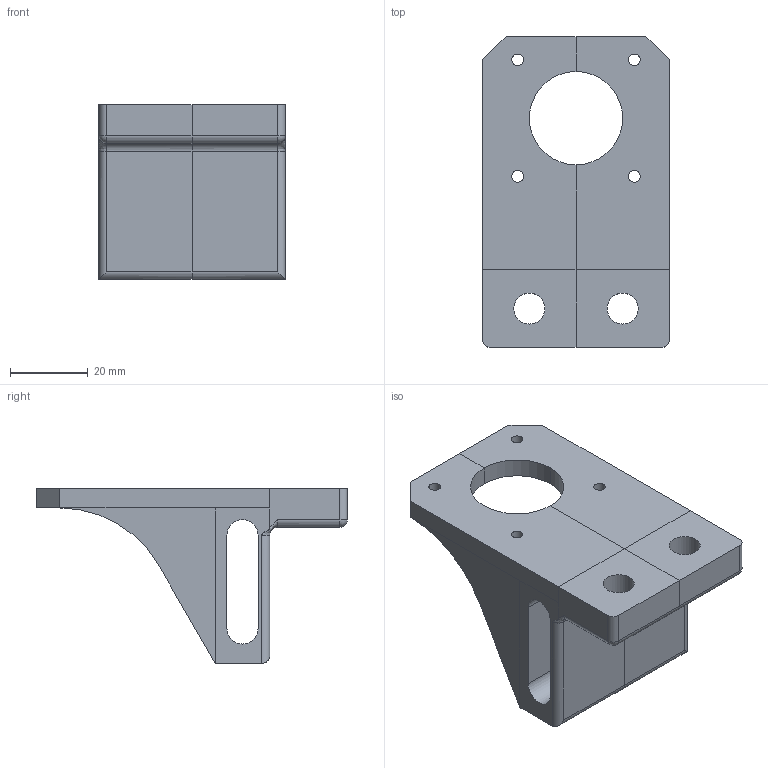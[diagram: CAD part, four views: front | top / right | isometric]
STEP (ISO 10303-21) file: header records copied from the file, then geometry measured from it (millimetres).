
FILE_DESCRIPTION(('FreeCAD Model'),'2;1');
FILE_NAME( 'NEMAMount.step', '2015-03-24T17:24:42',('FreeCAD'),('FreeCAD'), 'Open CASCADE STEP processor 6.5','FreeCAD','Unknown');
FILE_SCHEMA(('AUTOMOTIVE_DESIGN_CC2 { 1 2 10303 214 -1 1 5 4 }'));
Length unit declared in the file: millimetre
Products named in the file (1): NEMAMount
Bounding box: 48 x 80 x 45 mm (x, y, z)
Volume: 38565.2 mm3; surface area: 18623 mm2
Topology: 1 solids, 1 shells, 68 faces, 178 edges, 100 vertices
Faces by surface type: plane 36, cylinder 28, sphere 2, bspline 2
Full cylindrical faces by diameter (mm): 3 x4, 8 x2
Entity records: 5402 total; most frequent: CARTESIAN_POINT 1997, DIRECTION 633, LINE 383, VECTOR 383, ORIENTED_EDGE 336, PCURVE 336, DEFINITIONAL_REPRESENTATION 336, EDGE_CURVE 168
